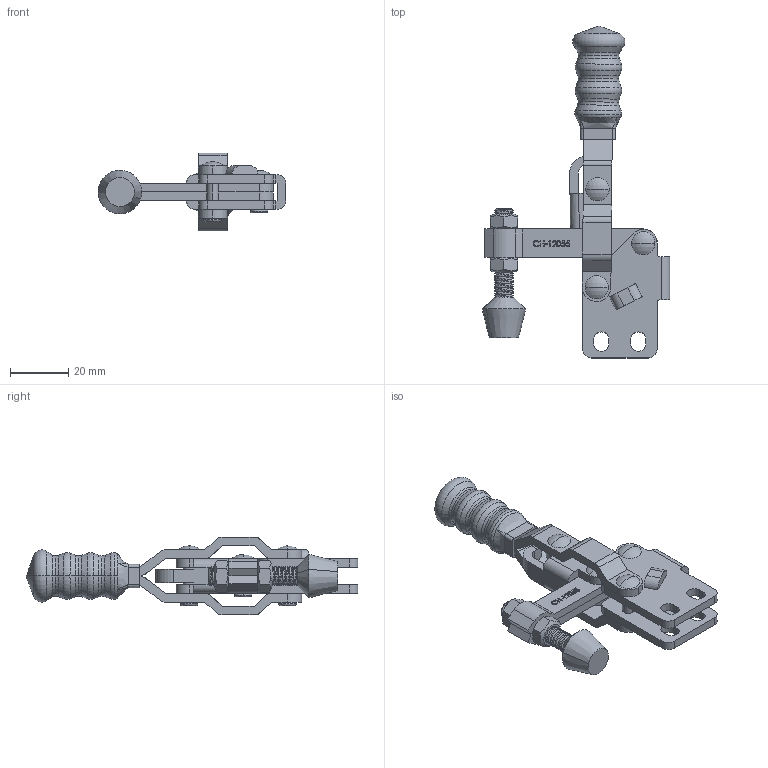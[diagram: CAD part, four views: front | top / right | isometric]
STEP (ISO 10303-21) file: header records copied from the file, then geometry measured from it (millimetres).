
FILE_DESCRIPTION (( 'STEP AP203' ), '1' );
FILE_NAME ('CH-12055.STEP', '2017-11-07T12:34:33', ( 'Windows' ), ( 'Microsoft' ), 'SwSTEP 2.0', 'SolidWorks 2015', '' );
FILE_SCHEMA (( 'CONFIG_CONTROL_DESIGN' ));
Length unit declared in the file: millimetre
Products named in the file (10): CH-12050-05; CH-12050-06; CH-12050-07; CH-FC-14134 Nut; CH-FC-14134 SPINDLE SUPPLIED; CH-12055-01 STRAIGHT BASE; CH-12055; CH-12055-02 FIXED SPINDLE; CH-12050-03 STRAIGHT HANDLE; CH-12050-04 CONNECTING-PLATE
Assembly tree (12 placements, depth 2):
  CH-12055
    CH-12055-01 STRAIGHT BASE
    CH-12055-02 FIXED SPINDLE
    CH-12050-03 STRAIGHT HANDLE
    CH-12050-04 CONNECTING-PLATE
    CH-12050-05
    CH-12050-06  x2
    CH-12050-07  x2
    CH-FC-14134 Nut  x2
    CH-FC-14134 SPINDLE SUPPLIED
Bounding box: 64.6 x 114.25 x 26.8 mm (x, y, z)
Volume: 25308.2 mm3; surface area: 22449.2 mm2
Topology: 14 solids, 16 shells, 762 faces, 2037 edges, 1330 vertices
Faces by surface type: plane 286, cylinder 188, bspline 187, cone 47, torus 46, sphere 8
Entity records: 33572 total; most frequent: CARTESIAN_POINT 16042, ORIENTED_EDGE 3796, DIRECTION 2790, EDGE_CURVE 1898, VERTEX_POINT 1248, VECTOR 1028, LINE 1028, AXIS2_PLACEMENT_3D 881
